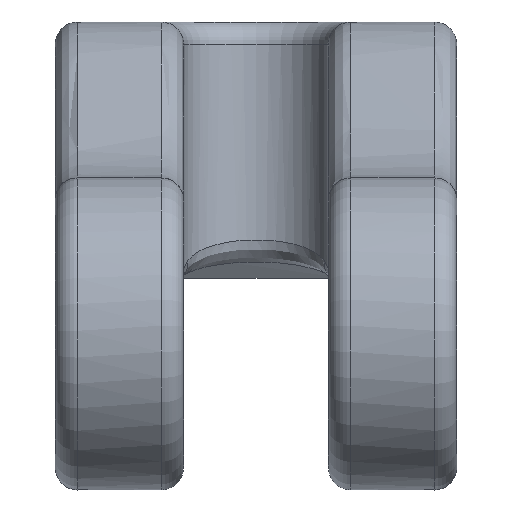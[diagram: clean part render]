
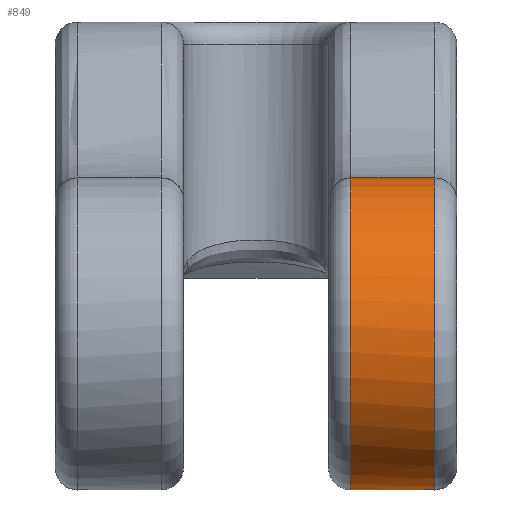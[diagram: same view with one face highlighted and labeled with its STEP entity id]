
A CAD part, left-side view. The second image highlights one B-rep face of the part: STEP entity #849.
In plain terms, the highlighted cylindrical face has radius 7 mm (diameter 14 mm), a partial arc.
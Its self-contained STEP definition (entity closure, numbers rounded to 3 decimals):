
#75=FACE_OUTER_BOUND('',#131,.T.);
#131=EDGE_LOOP('',(#603,#604,#605,#606,#607));
#193=LINE('',#1789,#219);
#194=LINE('',#1913,#220);
#219=VECTOR('',#1051,3.718);
#220=VECTOR('',#1056,3.75);
#250=CIRCLE('',#932,7.);
#251=CIRCLE('',#933,7.);
#307=B_SPLINE_CURVE_WITH_KNOTS('',3,(#1916,#1917,#1918,#1919),
 .UNSPECIFIED.,.F.,.F.,(4,4),(0.,1.),.UNSPECIFIED.);
#370=VERTEX_POINT('',#1787);
#371=VERTEX_POINT('',#1788);
#373=VERTEX_POINT('',#1911);
#374=VERTEX_POINT('',#1912);
#375=VERTEX_POINT('',#1915);
#457=EDGE_CURVE('',#370,#371,#193,.T.);
#460=EDGE_CURVE('',#373,#374,#194,.T.);
#461=EDGE_CURVE('',#373,#370,#250,.F.);
#462=EDGE_CURVE('',#371,#375,#307,.T.);
#463=EDGE_CURVE('',#375,#374,#251,.T.);
#603=ORIENTED_EDGE('',*,*,#460,.F.);
#604=ORIENTED_EDGE('',*,*,#461,.T.);
#605=ORIENTED_EDGE('',*,*,#457,.T.);
#606=ORIENTED_EDGE('',*,*,#462,.T.);
#607=ORIENTED_EDGE('',*,*,#463,.T.);
#832=CYLINDRICAL_SURFACE('',#931,7.);
#849=ADVANCED_FACE('',(#75),#832,.T.);
#931=AXIS2_PLACEMENT_3D('',#1910,#1054,#1055);
#932=AXIS2_PLACEMENT_3D('',#1914,#1057,#1058);
#933=AXIS2_PLACEMENT_3D('',#1920,#1059,#1060);
#1051=DIRECTION('',(0.,-1.,0.));
#1054=DIRECTION('center_axis',(0.,-1.,0.));
#1055=DIRECTION('ref_axis',(0.,0.,-1.));
#1056=DIRECTION('',(0.,-1.,0.));
#1057=DIRECTION('center_axis',(0.,1.,0.));
#1058=DIRECTION('ref_axis',(-1.,0.,0.));
#1059=DIRECTION('center_axis',(0.,1.,0.));
#1060=DIRECTION('ref_axis',(0.,0.,1.));
#1787=CARTESIAN_POINT('',(12.749,4.75,-19.437));
#1788=CARTESIAN_POINT('',(12.749,1.032,-19.437));
#1789=CARTESIAN_POINT('',(12.749,4.75,-19.437));
#1910=CARTESIAN_POINT('Origin',(10.025,18.,-12.989));
#1911=CARTESIAN_POINT('',(10.025,4.75,-5.989));
#1912=CARTESIAN_POINT('',(10.025,1.,-5.989));
#1913=CARTESIAN_POINT('',(10.025,4.75,-5.989));
#1914=CARTESIAN_POINT('Origin',(10.025,4.75,-12.989));
#1915=CARTESIAN_POINT('',(10.935,1.,-19.93));
#1916=CARTESIAN_POINT('Ctrl Pts',(12.749,1.032,-19.437));
#1917=CARTESIAN_POINT('Ctrl Pts',(12.167,1.019,-19.684));
#1918=CARTESIAN_POINT('Ctrl Pts',(11.562,1.,-19.848));
#1919=CARTESIAN_POINT('Ctrl Pts',(10.935,1.,-19.93));
#1920=CARTESIAN_POINT('Origin',(10.025,1.,-12.989));
